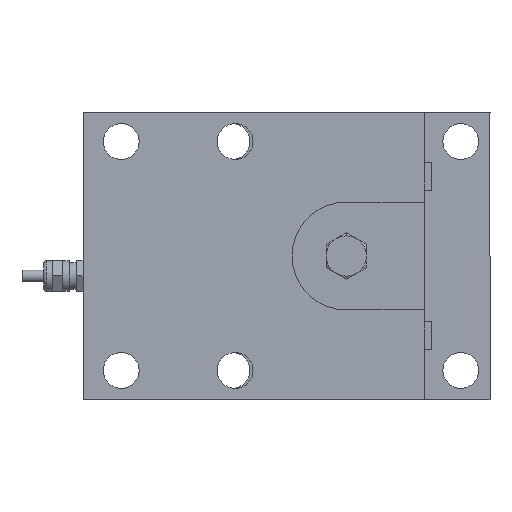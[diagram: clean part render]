
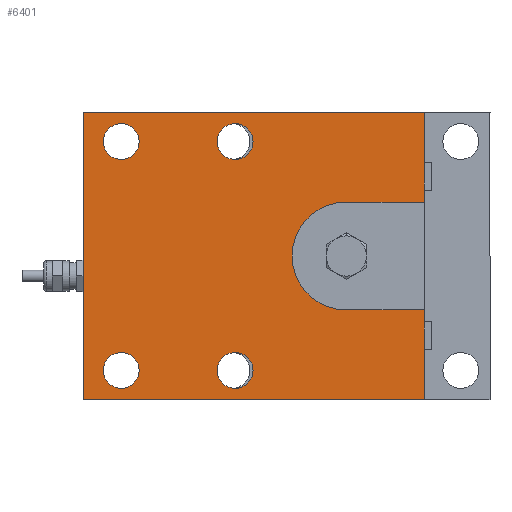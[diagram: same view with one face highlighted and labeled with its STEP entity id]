
A CAD part, front view. The second image highlights one B-rep face of the part: STEP entity #6401.
In plain terms, the highlighted planar face has unit normal (0, -1, 0).
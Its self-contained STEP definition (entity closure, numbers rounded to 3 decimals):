
#102 = AXIS2_PLACEMENT_3D ( 'NONE', #5940, #1387, #3413 ) ;
#109 = ORIENTED_EDGE ( 'NONE', *, *, #3079, .T. ) ;
#146 = CARTESIAN_POINT ( 'NONE',  ( 67.8, 0., -43. ) ) ;
#284 = DIRECTION ( 'NONE',  ( 0., 0., 1. ) ) ;
#358 = CARTESIAN_POINT ( 'NONE',  ( 152., 0., 64. ) ) ;
#370 = DIRECTION ( 'NONE',  ( 0., 1., 0. ) ) ;
#409 = CARTESIAN_POINT ( 'NONE',  ( 152., 0., 24. ) ) ;
#410 = CARTESIAN_POINT ( 'NONE',  ( 117.2, 0., 24. ) ) ;
#428 = AXIS2_PLACEMENT_3D ( 'NONE', #4887, #5417, #1865 ) ;
#436 = ORIENTED_EDGE ( 'NONE', *, *, #2570, .T. ) ;
#466 = DIRECTION ( 'NONE',  ( 0., 0., 1. ) ) ;
#546 = FACE_BOUND ( 'NONE', #2735, .T. ) ;
#554 = ORIENTED_EDGE ( 'NONE', *, *, #3589, .T. ) ;
#581 = FACE_BOUND ( 'NONE', #4847, .T. ) ;
#637 = ORIENTED_EDGE ( 'NONE', *, *, #6441, .F. ) ;
#662 = VERTEX_POINT ( 'NONE', #5836 ) ;
#692 = ORIENTED_EDGE ( 'NONE', *, *, #1814, .T. ) ;
#697 = AXIS2_PLACEMENT_3D ( 'NONE', #3333, #370, #1833 ) ;
#700 = VERTEX_POINT ( 'NONE', #3533 ) ;
#706 = DIRECTION ( 'NONE',  ( 0., 0., 1. ) ) ;
#876 = CARTESIAN_POINT ( 'NONE',  ( 17., 0., -59. ) ) ;
#919 = CARTESIAN_POINT ( 'NONE',  ( 152., 0., -64. ) ) ;
#939 = DIRECTION ( 'NONE',  ( 0., -1., 0. ) ) ;
#1100 = VERTEX_POINT ( 'NONE', #1278 ) ;
#1156 = EDGE_CURVE ( 'NONE', #1100, #700, #4324, .T. ) ;
#1174 = VERTEX_POINT ( 'NONE', #876 ) ;
#1233 = VECTOR ( 'NONE', #3838, 1000. ) ;
#1244 = CARTESIAN_POINT ( 'NONE',  ( 152., 0., -24. ) ) ;
#1266 = VERTEX_POINT ( 'NONE', #146 ) ;
#1278 = CARTESIAN_POINT ( 'NONE',  ( 117.2, 0., 24. ) ) ;
#1379 = DIRECTION ( 'NONE',  ( 0., 0., -1. ) ) ;
#1383 = AXIS2_PLACEMENT_3D ( 'NONE', #3891, #4919, #3481 ) ;
#1387 = DIRECTION ( 'NONE',  ( 0., 1., 0. ) ) ;
#1430 = CIRCLE ( 'NONE', #6423, 8. ) ;
#1519 = DIRECTION ( 'NONE',  ( 0., 0., 1. ) ) ;
#1615 = ORIENTED_EDGE ( 'NONE', *, *, #3143, .T. ) ;
#1684 = EDGE_CURVE ( 'NONE', #3046, #662, #2209, .T. ) ;
#1686 = DIRECTION ( 'NONE',  ( 0., 0., 1. ) ) ;
#1735 = EDGE_LOOP ( 'NONE', ( #554, #109 ) ) ;
#1777 = EDGE_CURVE ( 'NONE', #4148, #6142, #1853, .T. ) ;
#1810 = CIRCLE ( 'NONE', #1383, 8. ) ;
#1811 = DIRECTION ( 'NONE',  ( 0., 1., 0. ) ) ;
#1814 = EDGE_CURVE ( 'NONE', #1266, #5616, #4340, .T. ) ;
#1833 = DIRECTION ( 'NONE',  ( 0., 0., 1. ) ) ;
#1853 = LINE ( 'NONE', #358, #6364 ) ;
#1865 = DIRECTION ( 'NONE',  ( 0., 0., 1. ) ) ;
#1919 = VERTEX_POINT ( 'NONE', #3015 ) ;
#1970 = ORIENTED_EDGE ( 'NONE', *, *, #4008, .F. ) ;
#1972 = CARTESIAN_POINT ( 'NONE',  ( 67.8, 0., -59. ) ) ;
#2042 = FACE_BOUND ( 'NONE', #2388, .T. ) ;
#2107 = CARTESIAN_POINT ( 'NONE',  ( 117.2, 0., 0. ) ) ;
#2209 = CIRCLE ( 'NONE', #3796, 8. ) ;
#2210 = VECTOR ( 'NONE', #2472, 1000. ) ;
#2213 = CARTESIAN_POINT ( 'NONE',  ( 67.8, 0., 51. ) ) ;
#2234 = CIRCLE ( 'NONE', #4657, 8. ) ;
#2319 = CARTESIAN_POINT ( 'NONE',  ( 152., 0., -24. ) ) ;
#2376 = CARTESIAN_POINT ( 'NONE',  ( 152., 0., -64. ) ) ;
#2383 = DIRECTION ( 'NONE',  ( 1., 0., 0. ) ) ;
#2388 = EDGE_LOOP ( 'NONE', ( #692, #436 ) ) ;
#2396 = EDGE_CURVE ( 'NONE', #1919, #1100, #3936, .T. ) ;
#2403 = VERTEX_POINT ( 'NONE', #4462 ) ;
#2424 = CARTESIAN_POINT ( 'NONE',  ( 0., 0., 64. ) ) ;
#2472 = DIRECTION ( 'NONE',  ( -1., 0., 0. ) ) ;
#2496 = LINE ( 'NONE', #2905, #4154 ) ;
#2568 = CARTESIAN_POINT ( 'NONE',  ( 67.8, 0., -51. ) ) ;
#2570 = EDGE_CURVE ( 'NONE', #5616, #1266, #2711, .T. ) ;
#2574 = PLANE ( 'NONE',  #4300 ) ;
#2651 = CARTESIAN_POINT ( 'NONE',  ( 17., 0., 51. ) ) ;
#2700 = EDGE_CURVE ( 'NONE', #2403, #4148, #2496, .T. ) ;
#2711 = CIRCLE ( 'NONE', #6214, 8. ) ;
#2719 = ORIENTED_EDGE ( 'NONE', *, *, #2396, .F. ) ;
#2735 = EDGE_LOOP ( 'NONE', ( #1615, #4263 ) ) ;
#2765 = CARTESIAN_POINT ( 'NONE',  ( 17., 0., -43. ) ) ;
#2852 = LINE ( 'NONE', #2376, #5830 ) ;
#2895 = DIRECTION ( 'NONE',  ( -1., 0., 0. ) ) ;
#2905 = CARTESIAN_POINT ( 'NONE',  ( 0., 0., -64. ) ) ;
#2994 = VERTEX_POINT ( 'NONE', #2765 ) ;
#3015 = CARTESIAN_POINT ( 'NONE',  ( 152., 0., 24. ) ) ;
#3046 = VERTEX_POINT ( 'NONE', #4255 ) ;
#3079 = EDGE_CURVE ( 'NONE', #1174, #2994, #1810, .T. ) ;
#3143 = EDGE_CURVE ( 'NONE', #662, #3046, #3830, .T. ) ;
#3181 = ORIENTED_EDGE ( 'NONE', *, *, #6492, .T. ) ;
#3333 = CARTESIAN_POINT ( 'NONE',  ( 17., 0., -51. ) ) ;
#3339 = DIRECTION ( 'NONE',  ( 0., 0., -1. ) ) ;
#3413 = DIRECTION ( 'NONE',  ( 0., 0., 1. ) ) ;
#3481 = DIRECTION ( 'NONE',  ( 0., 0., 1. ) ) ;
#3533 = CARTESIAN_POINT ( 'NONE',  ( 117.2, 0., -24. ) ) ;
#3535 = DIRECTION ( 'NONE',  ( 0., 0., 1. ) ) ;
#3546 = VECTOR ( 'NONE', #3339, 1000. ) ;
#3589 = EDGE_CURVE ( 'NONE', #2994, #1174, #6434, .T. ) ;
#3796 = AXIS2_PLACEMENT_3D ( 'NONE', #2651, #4669, #1686 ) ;
#3830 = CIRCLE ( 'NONE', #428, 8. ) ;
#3838 = DIRECTION ( 'NONE',  ( 1., 0., 0. ) ) ;
#3891 = CARTESIAN_POINT ( 'NONE',  ( 17., 0., -51. ) ) ;
#3936 = LINE ( 'NONE', #410, #2210 ) ;
#4008 = EDGE_CURVE ( 'NONE', #5396, #2403, #5846, .T. ) ;
#4148 = VERTEX_POINT ( 'NONE', #2424 ) ;
#4154 = VECTOR ( 'NONE', #466, 1000. ) ;
#4255 = CARTESIAN_POINT ( 'NONE',  ( 17., 0., 43. ) ) ;
#4263 = ORIENTED_EDGE ( 'NONE', *, *, #1684, .T. ) ;
#4300 = AXIS2_PLACEMENT_3D ( 'NONE', #2107, #6565, #3535 ) ;
#4321 = EDGE_CURVE ( 'NONE', #5694, #5396, #2852, .T. ) ;
#4324 = CIRCLE ( 'NONE', #6027, 24. ) ;
#4340 = CIRCLE ( 'NONE', #102, 8. ) ;
#4392 = CARTESIAN_POINT ( 'NONE',  ( 117.2, 0., 0. ) ) ;
#4406 = CARTESIAN_POINT ( 'NONE',  ( 67.8, 0., 43. ) ) ;
#4462 = CARTESIAN_POINT ( 'NONE',  ( 0., 0., -64. ) ) ;
#4491 = DIRECTION ( 'NONE',  ( 0., 0., 1. ) ) ;
#4512 = CARTESIAN_POINT ( 'NONE',  ( 67.8, 0., 51. ) ) ;
#4518 = EDGE_CURVE ( 'NONE', #5251, #4719, #2234, .T. ) ;
#4522 = ORIENTED_EDGE ( 'NONE', *, *, #6537, .F. ) ;
#4627 = FACE_OUTER_BOUND ( 'NONE', #6113, .T. ) ;
#4657 = AXIS2_PLACEMENT_3D ( 'NONE', #4512, #6073, #1519 ) ;
#4669 = DIRECTION ( 'NONE',  ( 0., 1., 0. ) ) ;
#4719 = VERTEX_POINT ( 'NONE', #5215 ) ;
#4838 = ORIENTED_EDGE ( 'NONE', *, *, #4518, .T. ) ;
#4847 = EDGE_LOOP ( 'NONE', ( #3181, #4838 ) ) ;
#4887 = CARTESIAN_POINT ( 'NONE',  ( 17., 0., 51. ) ) ;
#4919 = DIRECTION ( 'NONE',  ( 0., 1., 0. ) ) ;
#5098 = FACE_BOUND ( 'NONE', #1735, .T. ) ;
#5215 = CARTESIAN_POINT ( 'NONE',  ( 67.8, 0., 59. ) ) ;
#5251 = VERTEX_POINT ( 'NONE', #4406 ) ;
#5266 = ORIENTED_EDGE ( 'NONE', *, *, #2700, .F. ) ;
#5396 = VERTEX_POINT ( 'NONE', #919 ) ;
#5397 = LINE ( 'NONE', #409, #3546 ) ;
#5417 = DIRECTION ( 'NONE',  ( 0., 1., 0. ) ) ;
#5616 = VERTEX_POINT ( 'NONE', #1972 ) ;
#5694 = VERTEX_POINT ( 'NONE', #2319 ) ;
#5751 = ORIENTED_EDGE ( 'NONE', *, *, #4321, .F. ) ;
#5827 = LINE ( 'NONE', #1244, #1233 ) ;
#5830 = VECTOR ( 'NONE', #1379, 1000. ) ;
#5836 = CARTESIAN_POINT ( 'NONE',  ( 17., 0., 59. ) ) ;
#5846 = LINE ( 'NONE', #6346, #6263 ) ;
#5856 = DIRECTION ( 'NONE',  ( 0., 1., 0. ) ) ;
#5858 = ORIENTED_EDGE ( 'NONE', *, *, #1777, .F. ) ;
#5940 = CARTESIAN_POINT ( 'NONE',  ( 67.8, 0., -51. ) ) ;
#6027 = AXIS2_PLACEMENT_3D ( 'NONE', #4392, #939, #4491 ) ;
#6073 = DIRECTION ( 'NONE',  ( 0., 1., 0. ) ) ;
#6113 = EDGE_LOOP ( 'NONE', ( #5751, #637, #6199, #2719, #4522, #5858, #5266, #1970 ) ) ;
#6142 = VERTEX_POINT ( 'NONE', #6242 ) ;
#6199 = ORIENTED_EDGE ( 'NONE', *, *, #1156, .F. ) ;
#6214 = AXIS2_PLACEMENT_3D ( 'NONE', #2568, #5856, #706 ) ;
#6242 = CARTESIAN_POINT ( 'NONE',  ( 152., 0., 64. ) ) ;
#6263 = VECTOR ( 'NONE', #2895, 1000. ) ;
#6346 = CARTESIAN_POINT ( 'NONE',  ( 0., 0., -64. ) ) ;
#6364 = VECTOR ( 'NONE', #2383, 1000. ) ;
#6401 = ADVANCED_FACE ( 'NONE', ( #5098, #2042, #581, #546, #4627 ), #2574, .F. ) ;
#6423 = AXIS2_PLACEMENT_3D ( 'NONE', #2213, #1811, #284 ) ;
#6434 = CIRCLE ( 'NONE', #697, 8. ) ;
#6441 = EDGE_CURVE ( 'NONE', #700, #5694, #5827, .T. ) ;
#6492 = EDGE_CURVE ( 'NONE', #4719, #5251, #1430, .T. ) ;
#6537 = EDGE_CURVE ( 'NONE', #6142, #1919, #5397, .T. ) ;
#6565 = DIRECTION ( 'NONE',  ( 0., 1., 0. ) ) ;
